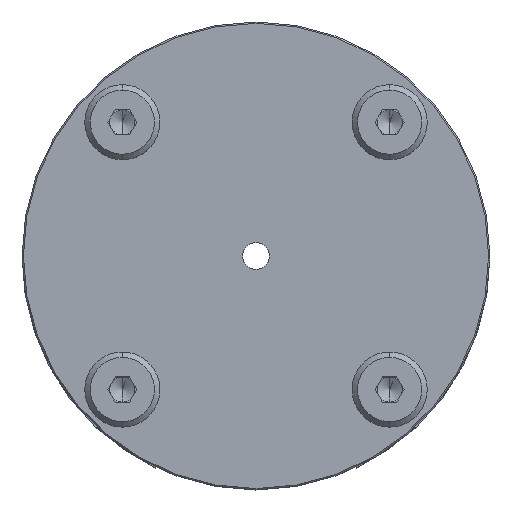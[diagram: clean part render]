
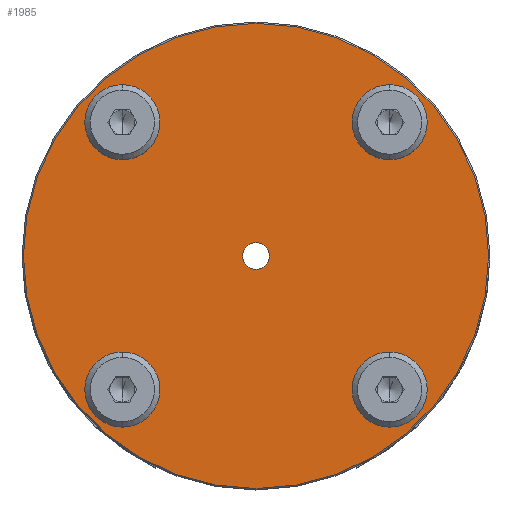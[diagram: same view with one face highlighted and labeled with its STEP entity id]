
A CAD part, top view. The second image highlights one B-rep face of the part: STEP entity #1985.
In plain terms, the highlighted planar face has unit normal (0, 0, 1).
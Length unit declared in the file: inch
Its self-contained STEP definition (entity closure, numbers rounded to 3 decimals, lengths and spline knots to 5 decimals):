
#277 = ORIENTED_EDGE ( 'NONE', *, *, #6891, .F. ) ;
#554 = AXIS2_PLACEMENT_3D ( 'NONE', #5125, #11554, #587 ) ;
#566 = CARTESIAN_POINT ( 'NONE',  ( -1., -1., 0.5 ) ) ;
#587 = DIRECTION ( 'NONE',  ( -1., 0., 0. ) ) ;
#630 = CARTESIAN_POINT ( 'NONE',  ( 0., 0., 0.5 ) ) ;
#755 = DIRECTION ( 'NONE',  ( 0., 0., 1. ) ) ;
#803 = CIRCLE ( 'NONE', #1943, 1.74 ) ;
#823 = DIRECTION ( 'NONE',  ( -1., 0., 0. ) ) ;
#897 = CARTESIAN_POINT ( 'NONE',  ( -1.21094, 1., 0.5 ) ) ;
#972 = CARTESIAN_POINT ( 'NONE',  ( -1., 1., 0.5 ) ) ;
#1060 = AXIS2_PLACEMENT_3D ( 'NONE', #6258, #5376, #4418 ) ;
#1563 = ORIENTED_EDGE ( 'NONE', *, *, #6788, .T. ) ;
#1614 = DIRECTION ( 'NONE',  ( 0., 0., -1. ) ) ;
#1780 = FACE_BOUND ( 'NONE', #11131, .T. ) ;
#1887 = CIRCLE ( 'NONE', #554, 0.21094 ) ;
#1934 = VERTEX_POINT ( 'NONE', #11790 ) ;
#1943 = AXIS2_PLACEMENT_3D ( 'NONE', #7697, #11360, #8709 ) ;
#1958 = AXIS2_PLACEMENT_3D ( 'NONE', #630, #4149, #6061 ) ;
#1985 = ADVANCED_FACE ( 'NONE', ( #2562, #1780, #2672, #7107, #9818, #7164 ), #6319, .T. ) ;
#2042 = EDGE_LOOP ( 'NONE', ( #6160, #2283 ) ) ;
#2067 = AXIS2_PLACEMENT_3D ( 'NONE', #8109, #6377, #823 ) ;
#2272 = CARTESIAN_POINT ( 'NONE',  ( -1., -1., 0.5 ) ) ;
#2283 = ORIENTED_EDGE ( 'NONE', *, *, #11306, .T. ) ;
#2500 = CARTESIAN_POINT ( 'NONE',  ( -1.21094, -1., 0.5 ) ) ;
#2509 = EDGE_LOOP ( 'NONE', ( #3709, #6478 ) ) ;
#2510 = DIRECTION ( 'NONE',  ( -1., 0., 0. ) ) ;
#2562 = FACE_BOUND ( 'NONE', #9167, .T. ) ;
#2639 = CIRCLE ( 'NONE', #3401, 0.21094 ) ;
#2660 = CARTESIAN_POINT ( 'NONE',  ( -0.78906, -1., 0.5 ) ) ;
#2672 = FACE_BOUND ( 'NONE', #10236, .T. ) ;
#2886 = VERTEX_POINT ( 'NONE', #3378 ) ;
#3017 = AXIS2_PLACEMENT_3D ( 'NONE', #9137, #8221, #10110 ) ;
#3173 = CARTESIAN_POINT ( 'NONE',  ( 1., -1., 0.5 ) ) ;
#3218 = CARTESIAN_POINT ( 'NONE',  ( 0.78906, -1., 0.5 ) ) ;
#3231 = EDGE_CURVE ( 'NONE', #5921, #4318, #10462, .T. ) ;
#3254 = DIRECTION ( 'NONE',  ( 0., 0., -1. ) ) ;
#3303 = CARTESIAN_POINT ( 'NONE',  ( 0.78906, 1., 0.5 ) ) ;
#3378 = CARTESIAN_POINT ( 'NONE',  ( 1.21094, 1., 0.5 ) ) ;
#3401 = AXIS2_PLACEMENT_3D ( 'NONE', #8174, #4477, #2510 ) ;
#3423 = CIRCLE ( 'NONE', #2067, 0.21094 ) ;
#3482 = ORIENTED_EDGE ( 'NONE', *, *, #9333, .F. ) ;
#3709 = ORIENTED_EDGE ( 'NONE', *, *, #4540, .T. ) ;
#4070 = DIRECTION ( 'NONE',  ( 0., 0., -1. ) ) ;
#4149 = DIRECTION ( 'NONE',  ( 0., 0., 1. ) ) ;
#4301 = ORIENTED_EDGE ( 'NONE', *, *, #9554, .T. ) ;
#4318 = VERTEX_POINT ( 'NONE', #3218 ) ;
#4359 = CIRCLE ( 'NONE', #10477, 0.21094 ) ;
#4366 = DIRECTION ( 'NONE',  ( -1., 0., 0. ) ) ;
#4406 = DIRECTION ( 'NONE',  ( 1., 0., 0. ) ) ;
#4418 = DIRECTION ( 'NONE',  ( 1., 0., 0. ) ) ;
#4477 = DIRECTION ( 'NONE',  ( 0., 0., -1. ) ) ;
#4479 = EDGE_CURVE ( 'NONE', #2886, #8610, #2639, .T. ) ;
#4510 = DIRECTION ( 'NONE',  ( -1., 0., 0. ) ) ;
#4540 = EDGE_CURVE ( 'NONE', #4318, #5921, #7029, .T. ) ;
#4622 = DIRECTION ( 'NONE',  ( 0., 0., -1. ) ) ;
#4720 = CIRCLE ( 'NONE', #11425, 1.74 ) ;
#4975 = VERTEX_POINT ( 'NONE', #9260 ) ;
#5125 = CARTESIAN_POINT ( 'NONE',  ( -1., 1., 0.5 ) ) ;
#5369 = EDGE_CURVE ( 'NONE', #7465, #11244, #4359, .T. ) ;
#5376 = DIRECTION ( 'NONE',  ( 0., 0., 1. ) ) ;
#5587 = CIRCLE ( 'NONE', #1958, 0.1005 ) ;
#5687 = VERTEX_POINT ( 'NONE', #897 ) ;
#5891 = CIRCLE ( 'NONE', #3017, 0.1005 ) ;
#5896 = DIRECTION ( 'NONE',  ( -1., 0., 0. ) ) ;
#5921 = VERTEX_POINT ( 'NONE', #6280 ) ;
#5923 = DIRECTION ( 'NONE',  ( -1., 0., 0. ) ) ;
#5993 = ORIENTED_EDGE ( 'NONE', *, *, #6585, .T. ) ;
#6061 = DIRECTION ( 'NONE',  ( 1., 0., 0. ) ) ;
#6160 = ORIENTED_EDGE ( 'NONE', *, *, #7942, .T. ) ;
#6258 = CARTESIAN_POINT ( 'NONE',  ( 0., 0., 0.5 ) ) ;
#6280 = CARTESIAN_POINT ( 'NONE',  ( 1.21094, -1., 0.5 ) ) ;
#6319 = PLANE ( 'NONE',  #1060 ) ;
#6377 = DIRECTION ( 'NONE',  ( 0., 0., -1. ) ) ;
#6478 = ORIENTED_EDGE ( 'NONE', *, *, #3231, .T. ) ;
#6585 = EDGE_CURVE ( 'NONE', #5687, #10535, #1887, .T. ) ;
#6788 = EDGE_CURVE ( 'NONE', #8610, #2886, #3423, .T. ) ;
#6891 = EDGE_CURVE ( 'NONE', #4975, #7353, #5891, .T. ) ;
#7029 = CIRCLE ( 'NONE', #9326, 0.21094 ) ;
#7107 = FACE_OUTER_BOUND ( 'NONE', #2042, .T. ) ;
#7164 = FACE_BOUND ( 'NONE', #10473, .T. ) ;
#7270 = CARTESIAN_POINT ( 'NONE',  ( -1.74, 0., 0.5 ) ) ;
#7353 = VERTEX_POINT ( 'NONE', #9738 ) ;
#7465 = VERTEX_POINT ( 'NONE', #2660 ) ;
#7697 = CARTESIAN_POINT ( 'NONE',  ( 0., 0., 0.5 ) ) ;
#7855 = VERTEX_POINT ( 'NONE', #7270 ) ;
#7942 = EDGE_CURVE ( 'NONE', #7855, #1934, #4720, .T. ) ;
#7986 = DIRECTION ( 'NONE',  ( -1., 0., 0. ) ) ;
#8072 = ORIENTED_EDGE ( 'NONE', *, *, #10063, .T. ) ;
#8109 = CARTESIAN_POINT ( 'NONE',  ( 1., 1., 0.5 ) ) ;
#8174 = CARTESIAN_POINT ( 'NONE',  ( 1., 1., 0.5 ) ) ;
#8221 = DIRECTION ( 'NONE',  ( 0., 0., 1. ) ) ;
#8322 = AXIS2_PLACEMENT_3D ( 'NONE', #3173, #9886, #5896 ) ;
#8610 = VERTEX_POINT ( 'NONE', #3303 ) ;
#8709 = DIRECTION ( 'NONE',  ( 1., 0., 0. ) ) ;
#9105 = ORIENTED_EDGE ( 'NONE', *, *, #5369, .T. ) ;
#9137 = CARTESIAN_POINT ( 'NONE',  ( 0., 0., 0.5 ) ) ;
#9167 = EDGE_LOOP ( 'NONE', ( #1563, #10234 ) ) ;
#9215 = AXIS2_PLACEMENT_3D ( 'NONE', #566, #3254, #7986 ) ;
#9260 = CARTESIAN_POINT ( 'NONE',  ( -0.1005, 0., 0.5 ) ) ;
#9326 = AXIS2_PLACEMENT_3D ( 'NONE', #11687, #1614, #4366 ) ;
#9333 = EDGE_CURVE ( 'NONE', #7353, #4975, #5587, .T. ) ;
#9554 = EDGE_CURVE ( 'NONE', #11244, #7465, #10571, .T. ) ;
#9611 = CIRCLE ( 'NONE', #10013, 0.21094 ) ;
#9738 = CARTESIAN_POINT ( 'NONE',  ( 0.1005, 0., 0.5 ) ) ;
#9818 = FACE_BOUND ( 'NONE', #2509, .T. ) ;
#9886 = DIRECTION ( 'NONE',  ( 0., 0., -1. ) ) ;
#10013 = AXIS2_PLACEMENT_3D ( 'NONE', #972, #4622, #4510 ) ;
#10063 = EDGE_CURVE ( 'NONE', #10535, #5687, #9611, .T. ) ;
#10110 = DIRECTION ( 'NONE',  ( 1., 0., 0. ) ) ;
#10234 = ORIENTED_EDGE ( 'NONE', *, *, #4479, .T. ) ;
#10236 = EDGE_LOOP ( 'NONE', ( #3482, #277 ) ) ;
#10400 = CARTESIAN_POINT ( 'NONE',  ( -0.78906, 1., 0.5 ) ) ;
#10462 = CIRCLE ( 'NONE', #8322, 0.21094 ) ;
#10473 = EDGE_LOOP ( 'NONE', ( #4301, #9105 ) ) ;
#10477 = AXIS2_PLACEMENT_3D ( 'NONE', #2272, #4070, #5923 ) ;
#10535 = VERTEX_POINT ( 'NONE', #10400 ) ;
#10571 = CIRCLE ( 'NONE', #9215, 0.21094 ) ;
#10987 = CARTESIAN_POINT ( 'NONE',  ( 0., 0., 0.5 ) ) ;
#11131 = EDGE_LOOP ( 'NONE', ( #5993, #8072 ) ) ;
#11244 = VERTEX_POINT ( 'NONE', #2500 ) ;
#11306 = EDGE_CURVE ( 'NONE', #1934, #7855, #803, .T. ) ;
#11360 = DIRECTION ( 'NONE',  ( 0., 0., 1. ) ) ;
#11425 = AXIS2_PLACEMENT_3D ( 'NONE', #10987, #755, #4406 ) ;
#11554 = DIRECTION ( 'NONE',  ( 0., 0., -1. ) ) ;
#11687 = CARTESIAN_POINT ( 'NONE',  ( 1., -1., 0.5 ) ) ;
#11790 = CARTESIAN_POINT ( 'NONE',  ( 1.74, 0., 0.5 ) ) ;
